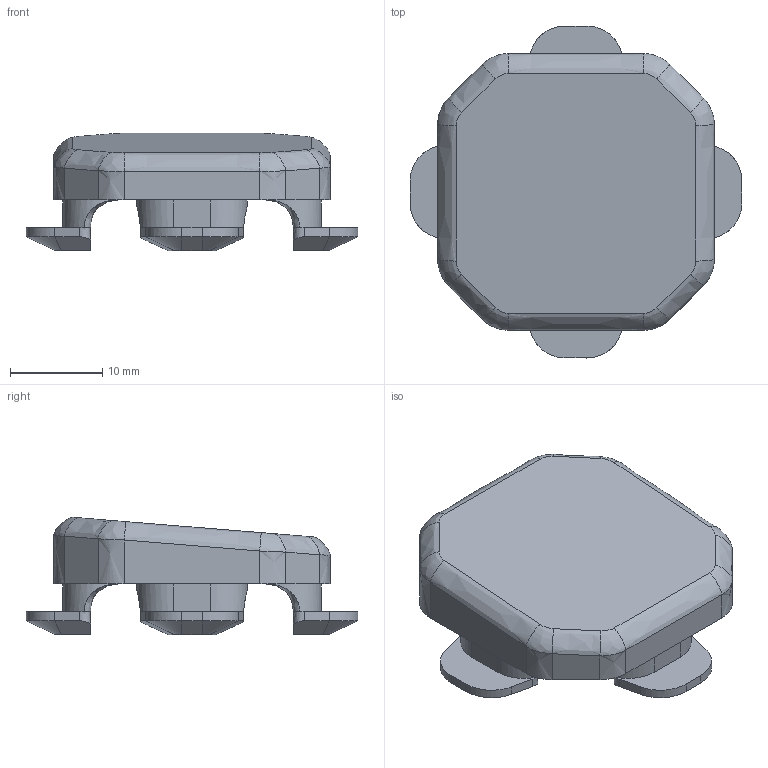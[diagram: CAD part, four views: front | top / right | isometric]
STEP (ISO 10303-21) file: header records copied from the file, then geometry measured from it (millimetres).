
FILE_DESCRIPTION (( 'STEP AP214' ), '1' );
FILE_NAME ('Lower Feet.STEP', '2025-06-13T00:48:37', ( '' ), ( '' ), 'SwSTEP 2.0', 'SolidWorks 2024', '' );
FILE_SCHEMA (( 'AUTOMOTIVE_DESIGN' ));
Length unit declared in the file: millimetre
Products named in the file (1): Lower Feet
Bounding box: 36 x 36 x 12.72 mm (x, y, z)
Volume: 5892.3 mm3; surface area: 2948.3 mm2
Topology: 1 solids, 1 shells, 120 faces, 294 edges, 180 vertices
Faces by surface type: bspline 60, plane 50, cylinder 10
Entity records: 5825 total; most frequent: CARTESIAN_POINT 3661, ORIENTED_EDGE 588, EDGE_CURVE 294, DIRECTION 232, VERTEX_POINT 180, B_SPLINE_CURVE_WITH_KNOTS 162, EDGE_LOOP 124, FACE_OUTER_BOUND 120
